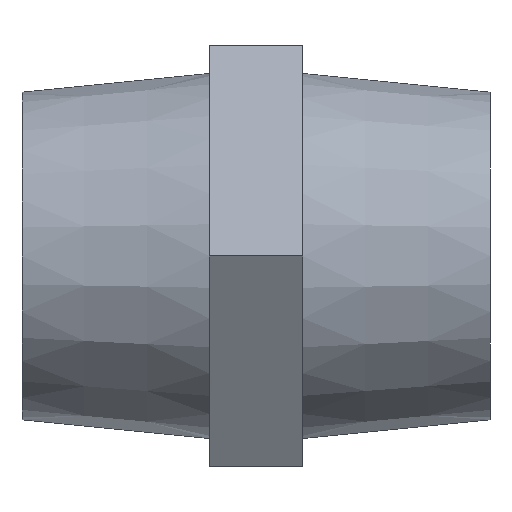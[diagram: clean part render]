
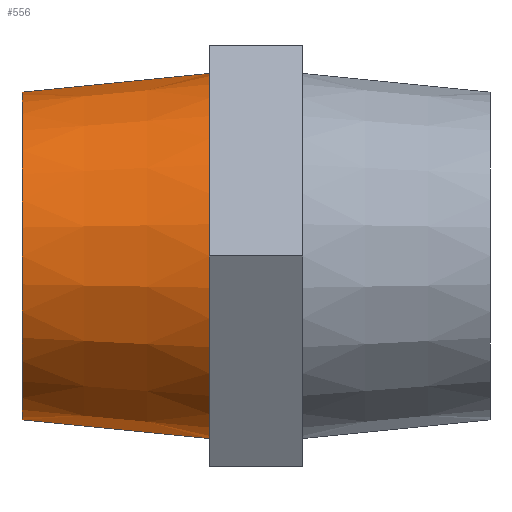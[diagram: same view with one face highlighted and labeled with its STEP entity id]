
A CAD part, left-side view. The second image highlights one B-rep face of the part: STEP entity #556.
In plain terms, the highlighted conical face has half-angle 5.711 degrees and reference radius 7.8 mm.
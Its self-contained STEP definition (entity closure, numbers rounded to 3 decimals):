
#2 = CARTESIAN_POINT ( 'NONE',  ( 0., 2., 0. ) ) ;
#112 = CARTESIAN_POINT ( 'NONE',  ( 0., 2., -7.8 ) ) ;
#118 = CARTESIAN_POINT ( 'NONE',  ( 0., 10., -7. ) ) ;
#157 = FACE_OUTER_BOUND ( 'NONE', #2809, .T. ) ;
#209 = EDGE_CURVE ( 'NONE', #1156, #1240, #2295, .T. ) ;
#228 = AXIS2_PLACEMENT_3D ( 'NONE', #1541, #340, #1655 ) ;
#241 = DIRECTION ( 'NONE',  ( 0., -0.995, 0.1 ) ) ;
#340 = DIRECTION ( 'NONE',  ( 0., -1., 0. ) ) ;
#395 = EDGE_CURVE ( 'NONE', #2706, #1156, #2519, .T. ) ;
#498 = DIRECTION ( 'NONE',  ( 0., 0., -1. ) ) ;
#556 = ADVANCED_FACE ( 'NONE', ( #157 ), #3159, .T. ) ;
#662 = CARTESIAN_POINT ( 'NONE',  ( 0., 10., 0. ) ) ;
#725 = AXIS2_PLACEMENT_3D ( 'NONE', #2, #2149, #498 ) ;
#774 = VECTOR ( 'NONE', #241, 1000. ) ;
#777 = CIRCLE ( 'NONE', #725, 7.8 ) ;
#782 = EDGE_CURVE ( 'NONE', #1734, #1240, #777, .T. ) ;
#878 = DIRECTION ( 'NONE',  ( 0., -1., 0. ) ) ;
#998 = CARTESIAN_POINT ( 'NONE',  ( 0., 2., 7.8 ) ) ;
#1088 = DIRECTION ( 'NONE',  ( 0., -0.995, -0.1 ) ) ;
#1156 = VERTEX_POINT ( 'NONE', #118 ) ;
#1240 = VERTEX_POINT ( 'NONE', #2196 ) ;
#1428 = LINE ( 'NONE', #2665, #774 ) ;
#1537 = AXIS2_PLACEMENT_3D ( 'NONE', #662, #878, #1858 ) ;
#1541 = CARTESIAN_POINT ( 'NONE',  ( 0., 2., 0. ) ) ;
#1572 = ORIENTED_EDGE ( 'NONE', *, *, #209, .T. ) ;
#1655 = DIRECTION ( 'NONE',  ( 0., 0., -1. ) ) ;
#1734 = VERTEX_POINT ( 'NONE', #998 ) ;
#1858 = DIRECTION ( 'NONE',  ( 0., 0., -1. ) ) ;
#2090 = EDGE_CURVE ( 'NONE', #2706, #1734, #1428, .T. ) ;
#2149 = DIRECTION ( 'NONE',  ( 0., -1., 0. ) ) ;
#2165 = ORIENTED_EDGE ( 'NONE', *, *, #782, .F. ) ;
#2196 = CARTESIAN_POINT ( 'NONE',  ( 0., 2., -7.8 ) ) ;
#2236 = CARTESIAN_POINT ( 'NONE',  ( 0., 10., 7. ) ) ;
#2295 = LINE ( 'NONE', #112, #3043 ) ;
#2519 = CIRCLE ( 'NONE', #1537, 7. ) ;
#2665 = CARTESIAN_POINT ( 'NONE',  ( 0., 2., 7.8 ) ) ;
#2706 = VERTEX_POINT ( 'NONE', #2236 ) ;
#2729 = ORIENTED_EDGE ( 'NONE', *, *, #2090, .F. ) ;
#2735 = ORIENTED_EDGE ( 'NONE', *, *, #395, .T. ) ;
#2809 = EDGE_LOOP ( 'NONE', ( #2729, #2735, #1572, #2165 ) ) ;
#3043 = VECTOR ( 'NONE', #1088, 1000. ) ;
#3159 = CONICAL_SURFACE ( 'NONE', #228, 7.8, 0.1 ) ;
